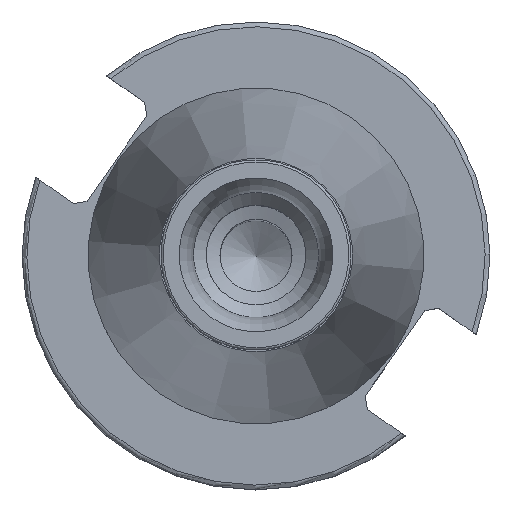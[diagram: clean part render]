
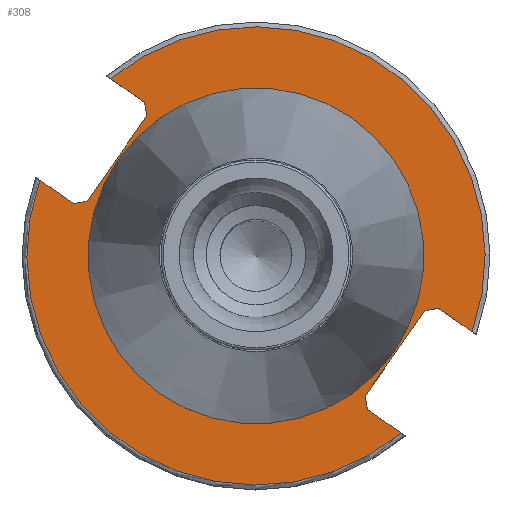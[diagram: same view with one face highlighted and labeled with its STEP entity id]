
A CAD part, top view. The second image highlights one B-rep face of the part: STEP entity #308.
In plain terms, the highlighted planar face has unit normal (0, 0, 1).
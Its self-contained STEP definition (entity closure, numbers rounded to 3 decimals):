
#182=LINE('',#1607,#214);
#183=LINE('',#1612,#215);
#184=LINE('',#1614,#216);
#185=LINE('',#1616,#217);
#186=LINE('',#1618,#218);
#187=LINE('',#1620,#219);
#188=LINE('',#1624,#220);
#189=LINE('',#1626,#221);
#190=LINE('',#1628,#222);
#191=LINE('',#1630,#223);
#214=VECTOR('',#1331,1.);
#215=VECTOR('',#1334,1.);
#216=VECTOR('',#1335,1.);
#217=VECTOR('',#1336,1.);
#218=VECTOR('',#1337,1.);
#219=VECTOR('',#1338,1.);
#220=VECTOR('',#1341,1.);
#221=VECTOR('',#1342,1.);
#222=VECTOR('',#1343,1.);
#223=VECTOR('',#1344,1.);
#256=PLANE('',#1190);
#308=ADVANCED_FACE('',(#406,#407),#256,.F.);
#406=FACE_BOUND('',#539,.T.);
#407=FACE_BOUND('',#540,.T.);
#539=EDGE_LOOP('',(#691));
#540=EDGE_LOOP('',(#692,#693,#694,#695,#696,#697,#698,#699,#700,#701,#702,
#703));
#691=ORIENTED_EDGE('',*,*,#1005,.F.);
#692=ORIENTED_EDGE('',*,*,#1006,.T.);
#693=ORIENTED_EDGE('',*,*,#1007,.T.);
#694=ORIENTED_EDGE('',*,*,#1008,.F.);
#695=ORIENTED_EDGE('',*,*,#1009,.F.);
#696=ORIENTED_EDGE('',*,*,#1010,.F.);
#697=ORIENTED_EDGE('',*,*,#1011,.F.);
#698=ORIENTED_EDGE('',*,*,#1012,.F.);
#699=ORIENTED_EDGE('',*,*,#1013,.T.);
#700=ORIENTED_EDGE('',*,*,#1014,.T.);
#701=ORIENTED_EDGE('',*,*,#1015,.F.);
#702=ORIENTED_EDGE('',*,*,#1016,.T.);
#703=ORIENTED_EDGE('',*,*,#1017,.F.);
#908=VERTEX_POINT('',#1606);
#909=VERTEX_POINT('',#1608);
#910=VERTEX_POINT('',#1609);
#911=VERTEX_POINT('',#1611);
#912=VERTEX_POINT('',#1613);
#913=VERTEX_POINT('',#1615);
#914=VERTEX_POINT('',#1617);
#915=VERTEX_POINT('',#1619);
#916=VERTEX_POINT('',#1621);
#917=VERTEX_POINT('',#1623);
#918=VERTEX_POINT('',#1625);
#919=VERTEX_POINT('',#1627);
#920=VERTEX_POINT('',#1629);
#1005=EDGE_CURVE('',#908,#908,#1113,.T.);
#1006=EDGE_CURVE('',#909,#910,#182,.T.);
#1007=EDGE_CURVE('',#910,#911,#1114,.T.);
#1008=EDGE_CURVE('',#912,#911,#183,.T.);
#1009=EDGE_CURVE('',#913,#912,#184,.T.);
#1010=EDGE_CURVE('',#914,#913,#185,.T.);
#1011=EDGE_CURVE('',#915,#914,#186,.T.);
#1012=EDGE_CURVE('',#916,#915,#187,.T.);
#1013=EDGE_CURVE('',#916,#917,#1115,.T.);
#1014=EDGE_CURVE('',#917,#918,#188,.T.);
#1015=EDGE_CURVE('',#919,#918,#189,.T.);
#1016=EDGE_CURVE('',#919,#920,#190,.T.);
#1017=EDGE_CURVE('',#909,#920,#191,.T.);
#1113=CIRCLE('',#1187,34.925);
#1114=CIRCLE('',#1188,47.65);
#1115=CIRCLE('',#1189,47.65);
#1187=AXIS2_PLACEMENT_3D('',#1605,#1329,#1330);
#1188=AXIS2_PLACEMENT_3D('',#1610,#1332,#1333);
#1189=AXIS2_PLACEMENT_3D('',#1622,#1339,#1340);
#1190=AXIS2_PLACEMENT_3D('',#1631,#1345,#1346);
#1329=DIRECTION('',(0.,0.,1.));
#1330=DIRECTION('',(0.574,0.819,0.));
#1331=DIRECTION('',(-0.819,0.574,0.));
#1332=DIRECTION('',(0.,0.,1.));
#1333=DIRECTION('',(-0.574,-0.819,0.));
#1334=DIRECTION('',(0.819,-0.574,0.));
#1335=DIRECTION('',(0.174,-0.985,0.));
#1336=DIRECTION('',(-0.574,-0.819,0.));
#1337=DIRECTION('',(-0.985,-0.174,0.));
#1338=DIRECTION('',(-0.819,0.574,0.));
#1339=DIRECTION('',(0.,0.,1.));
#1340=DIRECTION('',(-0.574,-0.819,0.));
#1341=DIRECTION('',(0.819,-0.574,0.));
#1342=DIRECTION('',(-0.174,0.985,0.));
#1343=DIRECTION('',(-0.574,-0.819,0.));
#1344=DIRECTION('',(0.985,0.174,0.));
#1345=DIRECTION('',(0.,0.,-1.));
#1346=DIRECTION('',(-0.574,-0.819,0.));
#1605=CARTESIAN_POINT('',(0.,0.,-3.2));
#1606=CARTESIAN_POINT('',(20.032,28.609,-3.2));
#1607=CARTESIAN_POINT('',(-47.222,17.378,-3.2));
#1608=CARTESIAN_POINT('',(-37.925,10.868,-3.2));
#1609=CARTESIAN_POINT('',(-44.957,15.792,-3.2));
#1610=CARTESIAN_POINT('',(0.,0.,-3.2));
#1611=CARTESIAN_POINT('',(30.216,-36.844,-3.2));
#1612=CARTESIAN_POINT('',(32.481,-38.431,-3.2));
#1613=CARTESIAN_POINT('',(23.184,-31.921,-3.2));
#1614=CARTESIAN_POINT('',(23.184,-31.921,-3.2));
#1615=CARTESIAN_POINT('',(22.693,-29.135,-3.2));
#1616=CARTESIAN_POINT('',(21.546,-30.773,-3.2));
#1617=CARTESIAN_POINT('',(35.139,-11.359,-3.2));
#1618=CARTESIAN_POINT('',(35.139,-11.359,-3.2));
#1619=CARTESIAN_POINT('',(37.925,-10.868,-3.2));
#1620=CARTESIAN_POINT('',(36.287,-9.721,-3.2));
#1621=CARTESIAN_POINT('',(44.957,-15.792,-3.2));
#1622=CARTESIAN_POINT('',(0.,0.,-3.2));
#1623=CARTESIAN_POINT('',(-30.216,36.844,-3.2));
#1624=CARTESIAN_POINT('',(-21.546,30.773,-3.2));
#1625=CARTESIAN_POINT('',(-23.184,31.921,-3.2));
#1626=CARTESIAN_POINT('',(-23.184,31.921,-3.2));
#1627=CARTESIAN_POINT('',(-22.693,29.135,-3.2));
#1628=CARTESIAN_POINT('',(-36.287,9.721,-3.2));
#1629=CARTESIAN_POINT('',(-35.139,11.359,-3.2));
#1630=CARTESIAN_POINT('',(-35.139,11.359,-3.2));
#1631=CARTESIAN_POINT('',(-39.852,27.904,-3.2));
